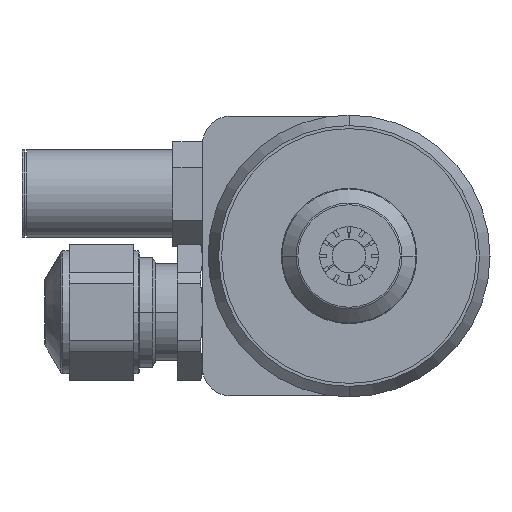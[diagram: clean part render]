
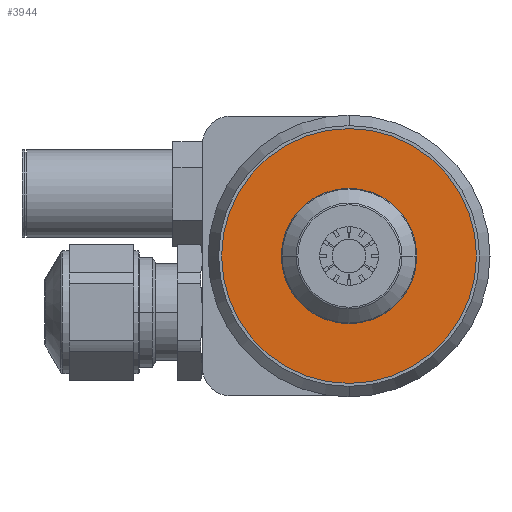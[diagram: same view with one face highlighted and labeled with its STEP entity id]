
A CAD part, left-side view. The second image highlights one B-rep face of the part: STEP entity #3944.
In plain terms, the highlighted planar face has unit normal (-1, 0, 0).
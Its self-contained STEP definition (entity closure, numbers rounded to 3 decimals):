
#64 = AXIS2_PLACEMENT_3D ( 'NONE', #6970, #6967, #6954 ) ;
#89 = DIRECTION ( 'NONE',  ( 0., -1., 0. ) ) ;
#98 = DIRECTION ( 'NONE',  ( -1., 0., 0. ) ) ;
#119 = ORIENTED_EDGE ( 'NONE', *, *, #5265, .T. ) ;
#130 = CARTESIAN_POINT ( 'NONE',  ( -75.625, 9.419, 36.476 ) ) ;
#132 = CIRCLE ( 'NONE', #4018, 5.3 ) ;
#155 = VERTEX_POINT ( 'NONE', #5310 ) ;
#739 = EDGE_LOOP ( 'NONE', ( #5954, #119 ) ) ;
#834 = CARTESIAN_POINT ( 'NONE',  ( -75.625, 4.119, 36.476 ) ) ;
#1565 = VERTEX_POINT ( 'NONE', #8438 ) ;
#1577 = CIRCLE ( 'NONE', #5256, 11.3 ) ;
#1746 = EDGE_CURVE ( 'NONE', #6329, #155, #5431, .T. ) ;
#1801 = FACE_BOUND ( 'NONE', #4709, .T. ) ;
#1825 = FACE_OUTER_BOUND ( 'NONE', #739, .T. ) ;
#2326 = ORIENTED_EDGE ( 'NONE', *, *, #4778, .F. ) ;
#3082 = VERTEX_POINT ( 'NONE', #4639 ) ;
#3168 = AXIS2_PLACEMENT_3D ( 'NONE', #7938, #7930, #7905 ) ;
#3944 = ADVANCED_FACE ( 'NONE', ( #1825, #1801 ), #6261, .T. ) ;
#4018 = AXIS2_PLACEMENT_3D ( 'NONE', #130, #98, #89 ) ;
#4106 = EDGE_CURVE ( 'NONE', #1565, #3082, #1577, .T. ) ;
#4639 = CARTESIAN_POINT ( 'NONE',  ( -75.625, 20.719, 36.476 ) ) ;
#4709 = EDGE_LOOP ( 'NONE', ( #2326, #8429 ) ) ;
#4778 = EDGE_CURVE ( 'NONE', #155, #6329, #132, .T. ) ;
#5011 = DIRECTION ( 'NONE',  ( 0., -1., 0. ) ) ;
#5026 = DIRECTION ( 'NONE',  ( -1., 0., 0. ) ) ;
#5032 = CARTESIAN_POINT ( 'NONE',  ( -75.625, 9.419, 36.476 ) ) ;
#5256 = AXIS2_PLACEMENT_3D ( 'NONE', #5032, #5026, #5011 ) ;
#5265 = EDGE_CURVE ( 'NONE', #3082, #1565, #6909, .T. ) ;
#5310 = CARTESIAN_POINT ( 'NONE',  ( -75.625, 14.719, 36.476 ) ) ;
#5427 = AXIS2_PLACEMENT_3D ( 'NONE', #6323, #6196, #6181 ) ;
#5431 = CIRCLE ( 'NONE', #64, 5.3 ) ;
#5954 = ORIENTED_EDGE ( 'NONE', *, *, #4106, .T. ) ;
#6181 = DIRECTION ( 'NONE',  ( 0., -1., 0. ) ) ;
#6196 = DIRECTION ( 'NONE',  ( -1., 0., 0. ) ) ;
#6261 = PLANE ( 'NONE',  #5427 ) ;
#6323 = CARTESIAN_POINT ( 'NONE',  ( -75.625, 9.419, 36.476 ) ) ;
#6329 = VERTEX_POINT ( 'NONE', #834 ) ;
#6909 = CIRCLE ( 'NONE', #3168, 11.3 ) ;
#6954 = DIRECTION ( 'NONE',  ( 0., -1., 0. ) ) ;
#6967 = DIRECTION ( 'NONE',  ( -1., 0., 0. ) ) ;
#6970 = CARTESIAN_POINT ( 'NONE',  ( -75.625, 9.419, 36.476 ) ) ;
#7905 = DIRECTION ( 'NONE',  ( 0., -1., 0. ) ) ;
#7930 = DIRECTION ( 'NONE',  ( -1., 0., 0. ) ) ;
#7938 = CARTESIAN_POINT ( 'NONE',  ( -75.625, 9.419, 36.476 ) ) ;
#8429 = ORIENTED_EDGE ( 'NONE', *, *, #1746, .F. ) ;
#8438 = CARTESIAN_POINT ( 'NONE',  ( -75.625, -1.881, 36.476 ) ) ;
